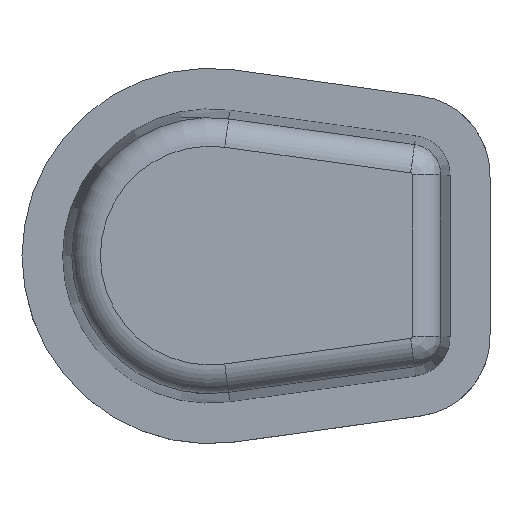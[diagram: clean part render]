
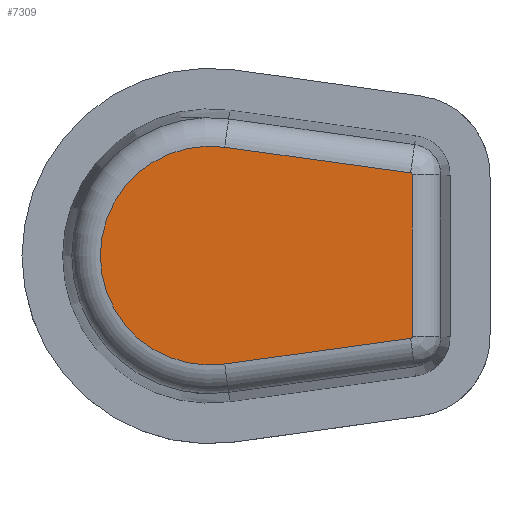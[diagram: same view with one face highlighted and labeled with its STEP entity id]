
A CAD part, top view. The second image highlights one B-rep face of the part: STEP entity #7309.
In plain terms, the highlighted planar face has unit normal (0, 0, 1).
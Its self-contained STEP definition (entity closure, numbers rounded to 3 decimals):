
#1110=LINE('',#10943,#1301);
#1111=LINE('',#10947,#1302);
#1112=LINE('',#10951,#1303);
#1301=VECTOR('',#8452,130.988);
#1302=VECTOR('',#8455,112.835);
#1303=VECTOR('',#8458,130.988);
#1522=FACE_OUTER_BOUND('',#1988,.T.);
#1988=EDGE_LOOP('',(#4788,#4789,#4790,#4791,#4792,#4793));
#2475=CIRCLE('',#7810,1.317);
#2476=CIRCLE('',#7811,1.317);
#2477=CIRCLE('',#7812,76.317);
#2791=VERTEX_POINT('',#10941);
#2792=VERTEX_POINT('',#10942);
#2793=VERTEX_POINT('',#10944);
#2794=VERTEX_POINT('',#10946);
#2795=VERTEX_POINT('',#10948);
#2796=VERTEX_POINT('',#10950);
#3538=EDGE_CURVE('',#2791,#2792,#1110,.T.);
#3539=EDGE_CURVE('',#2793,#2791,#2475,.T.);
#3540=EDGE_CURVE('',#2794,#2793,#1111,.T.);
#3541=EDGE_CURVE('',#2795,#2794,#2476,.T.);
#3542=EDGE_CURVE('',#2796,#2795,#1112,.T.);
#3543=EDGE_CURVE('',#2792,#2796,#2477,.T.);
#4788=ORIENTED_EDGE('',*,*,#3538,.F.);
#4789=ORIENTED_EDGE('',*,*,#3539,.F.);
#4790=ORIENTED_EDGE('',*,*,#3540,.F.);
#4791=ORIENTED_EDGE('',*,*,#3541,.F.);
#4792=ORIENTED_EDGE('',*,*,#3542,.F.);
#4793=ORIENTED_EDGE('',*,*,#3543,.F.);
#6732=PLANE('',#7809);
#7309=ADVANCED_FACE('',(#1522),#6732,.T.);
#7809=AXIS2_PLACEMENT_3D('',#10940,#8450,#8451);
#7810=AXIS2_PLACEMENT_3D('',#10945,#8453,#8454);
#7811=AXIS2_PLACEMENT_3D('',#10949,#8456,#8457);
#7812=AXIS2_PLACEMENT_3D('',#10952,#8459,#8460);
#8450=DIRECTION('center_axis',(0.,0.,
1.));
#8451=DIRECTION('ref_axis',(0.,-1.,0.));
#8452=DIRECTION('',(-0.991,-0.137,0.));
#8453=DIRECTION('center_axis',(0.,0.,
-1.));
#8454=DIRECTION('ref_axis',(0.754,-0.657,0.));
#8455=DIRECTION('',(0.,-1.,0.));
#8456=DIRECTION('center_axis',(0.,0.,
-1.));
#8457=DIRECTION('ref_axis',(0.754,0.657,0.));
#8458=DIRECTION('',(0.991,-0.137,0.));
#8459=DIRECTION('center_axis',(0.,0.,
-1.));
#8460=DIRECTION('ref_axis',(-1.,0.,0.));
#10940=CARTESIAN_POINT('Origin',(-304.472,-128.671,346.114));
#10941=CARTESIAN_POINT('',(-206.344,-186.393,346.114));
#10942=CARTESIAN_POINT('',(-336.106,-204.274,346.114));
#10943=CARTESIAN_POINT('',(-250.591,-192.49,346.114));
#10944=CARTESIAN_POINT('',(-205.207,-185.089,346.114));
#10945=CARTESIAN_POINT('Origin',(-206.524,-185.089,346.114));
#10946=CARTESIAN_POINT('',(-205.207,-72.254,346.114));
#10947=CARTESIAN_POINT('',(-205.207,-128.671,346.114));
#10948=CARTESIAN_POINT('',(-206.344,-70.95,346.114));
#10949=CARTESIAN_POINT('Origin',(-206.524,-72.254,346.114));
#10950=CARTESIAN_POINT('',(-336.106,-53.069,346.114));
#10951=CARTESIAN_POINT('',(-315.472,-55.912,346.114));
#10952=CARTESIAN_POINT('Origin',(-346.524,-128.671,346.114));
